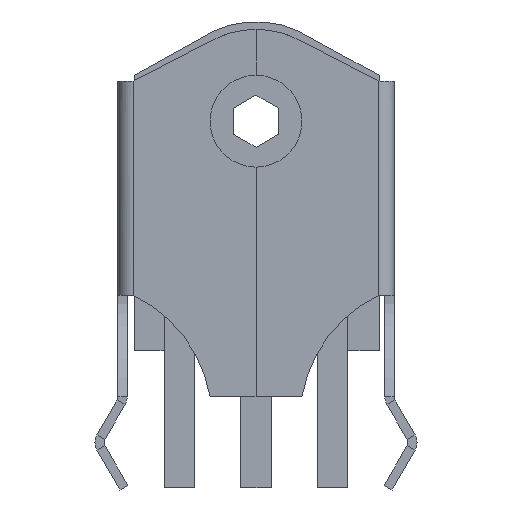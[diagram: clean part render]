
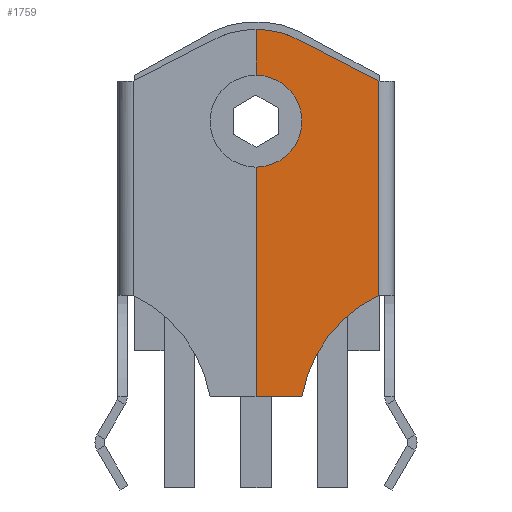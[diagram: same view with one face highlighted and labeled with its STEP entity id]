
A CAD part, front view. The second image highlights one B-rep face of the part: STEP entity #1759.
In plain terms, the highlighted planar face has unit normal (0, -1, 0).
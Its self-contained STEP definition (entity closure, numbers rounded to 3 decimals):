
#1640 = EDGE_CURVE('',#1641,#1643,#1645,.T.);
#1641 = VERTEX_POINT('',#1642);
#1642 = CARTESIAN_POINT('',(4.007,-0.3,-5.687));
#1643 = VERTEX_POINT('',#1644);
#1644 = CARTESIAN_POINT('',(4.007,-0.3,1.313));
#1645 = LINE('',#1646,#1647);
#1646 = CARTESIAN_POINT('',(4.007,-0.3,-5.687));
#1647 = VECTOR('',#1648,1.);
#1648 = DIRECTION('',(0.,0.,1.));
#1759 = ADVANCED_FACE('',(#1760),#1820,.F.);
#1760 = FACE_BOUND('',#1761,.T.);
#1761 = EDGE_LOOP('',(#1762,#1773,#1781,#1790,#1798,#1806,#1813,#1814));
#1762 = ORIENTED_EDGE('',*,*,#1763,.F.);
#1763 = EDGE_CURVE('',#1764,#1766,#1768,.T.);
#1764 = VERTEX_POINT('',#1765);
#1765 = CARTESIAN_POINT('',(0.,-0.3,3.));
#1766 = VERTEX_POINT('',#1767);
#1767 = CARTESIAN_POINT('',(1.308,-0.3,2.7));
#1768 = CIRCLE('',#1769,3.);
#1769 = AXIS2_PLACEMENT_3D('',#1770,#1771,#1772);
#1770 = CARTESIAN_POINT('',(0.,-0.3,0.));
#1771 = DIRECTION('',(0.,1.,-0.));
#1772 = DIRECTION('',(-1.,0.,-0.));
#1773 = ORIENTED_EDGE('',*,*,#1774,.T.);
#1774 = EDGE_CURVE('',#1764,#1775,#1777,.T.);
#1775 = VERTEX_POINT('',#1776);
#1776 = CARTESIAN_POINT('',(0.,-0.3,1.5));
#1777 = LINE('',#1778,#1779);
#1778 = CARTESIAN_POINT('',(0.,-0.3,3.));
#1779 = VECTOR('',#1780,1.);
#1780 = DIRECTION('',(0.,0.,-1.));
#1781 = ORIENTED_EDGE('',*,*,#1782,.T.);
#1782 = EDGE_CURVE('',#1775,#1783,#1785,.T.);
#1783 = VERTEX_POINT('',#1784);
#1784 = CARTESIAN_POINT('',(0.,-0.3,-1.5));
#1785 = CIRCLE('',#1786,1.5);
#1786 = AXIS2_PLACEMENT_3D('',#1787,#1788,#1789);
#1787 = CARTESIAN_POINT('',(0.,-0.3,0.));
#1788 = DIRECTION('',(0.,1.,-0.));
#1789 = DIRECTION('',(-1.,0.,-0.));
#1790 = ORIENTED_EDGE('',*,*,#1791,.T.);
#1791 = EDGE_CURVE('',#1783,#1792,#1794,.T.);
#1792 = VERTEX_POINT('',#1793);
#1793 = CARTESIAN_POINT('',(0.,-0.3,-9.));
#1794 = LINE('',#1795,#1796);
#1795 = CARTESIAN_POINT('',(0.,-0.3,-1.5));
#1796 = VECTOR('',#1797,1.);
#1797 = DIRECTION('',(0.,0.,-1.));
#1798 = ORIENTED_EDGE('',*,*,#1799,.T.);
#1799 = EDGE_CURVE('',#1792,#1800,#1802,.T.);
#1800 = VERTEX_POINT('',#1801);
#1801 = CARTESIAN_POINT('',(1.5,-0.3,-9.));
#1802 = LINE('',#1803,#1804);
#1803 = CARTESIAN_POINT('',(0.,-0.3,-9.));
#1804 = VECTOR('',#1805,1.);
#1805 = DIRECTION('',(1.,0.,0.));
#1806 = ORIENTED_EDGE('',*,*,#1807,.T.);
#1807 = EDGE_CURVE('',#1800,#1641,#1808,.T.);
#1808 = CIRCLE('',#1809,4.5);
#1809 = AXIS2_PLACEMENT_3D('',#1810,#1811,#1812);
#1810 = CARTESIAN_POINT('',(5.937,-0.3,-9.753));
#1811 = DIRECTION('',(0.,1.,-0.));
#1812 = DIRECTION('',(-1.,0.,-0.));
#1813 = ORIENTED_EDGE('',*,*,#1640,.T.);
#1814 = ORIENTED_EDGE('',*,*,#1815,.F.);
#1815 = EDGE_CURVE('',#1766,#1643,#1816,.T.);
#1816 = LINE('',#1817,#1818);
#1817 = CARTESIAN_POINT('',(1.308,-0.3,2.7));
#1818 = VECTOR('',#1819,1.);
#1819 = DIRECTION('',(0.889,0.,-0.457));
#1820 = PLANE('',#1821);
#1821 = AXIS2_PLACEMENT_3D('',#1822,#1823,#1824);
#1822 = CARTESIAN_POINT('',(3.232,-0.3,-4.812));
#1823 = DIRECTION('',(0.,1.,0.));
#1824 = DIRECTION('',(0.,0.,-1.));
